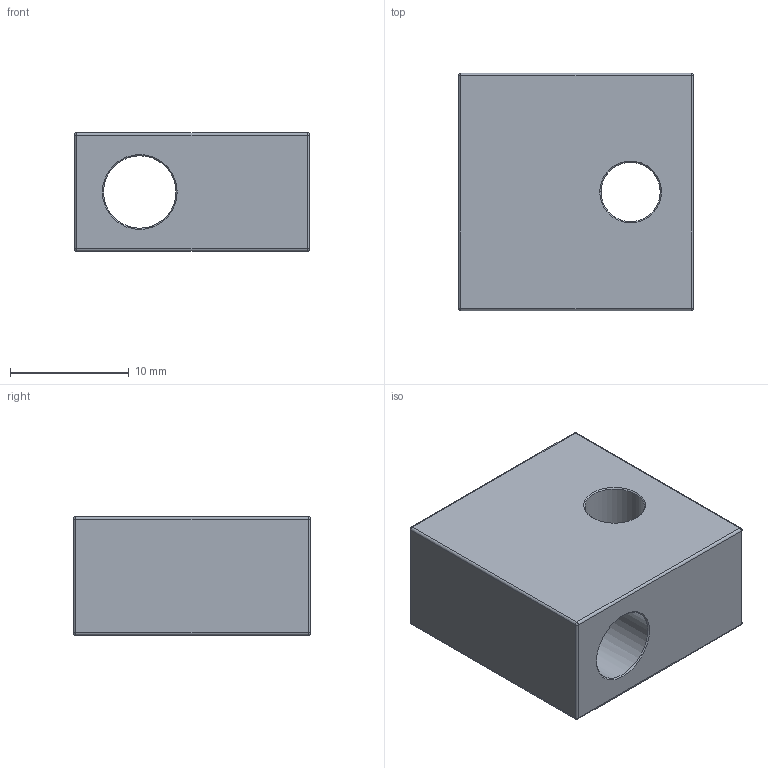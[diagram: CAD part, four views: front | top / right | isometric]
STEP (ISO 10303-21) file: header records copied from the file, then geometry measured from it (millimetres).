
FILE_DESCRIPTION(('FreeCAD Model'),'2;1');
FILE_NAME('AluHeaterBlock.step', '2019-08-08T14:35:41',('Sisul Galog'),(''), 'Open CASCADE STEP processor 7.3','FreeCAD','Unknown');
FILE_SCHEMA(('AUTOMOTIVE_DESIGN { 1 0 10303 214 1 1 1 1 }'));
Length unit declared in the file: millimetre
Products named in the file (1): AluHeaterBlock
Bounding box: 19.8 x 20 x 10 mm (x, y, z)
Volume: 3148.3 mm3; surface area: 2052.8 mm2
Topology: 1 solids, 1 shells, 37 faces, 80 edges, 38 vertices
Faces by surface type: cylinder 16, sphere 8, plane 7, cone 6
Full cylindrical faces by diameter (mm): 2 x1, 2.5 x1, 5 x1, 6.1 x1
Entity records: 2150 total; most frequent: CARTESIAN_POINT 565, DIRECTION 323, LINE 169, VECTOR 169, ORIENTED_EDGE 144, PCURVE 144, DEFINITIONAL_REPRESENTATION 144, AXIS2_PLACEMENT_3D 75
